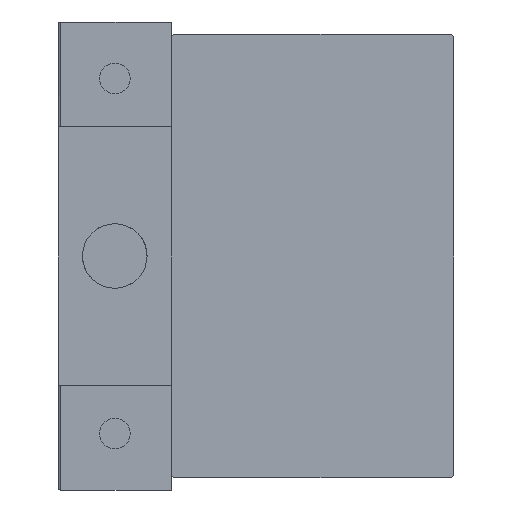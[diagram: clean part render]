
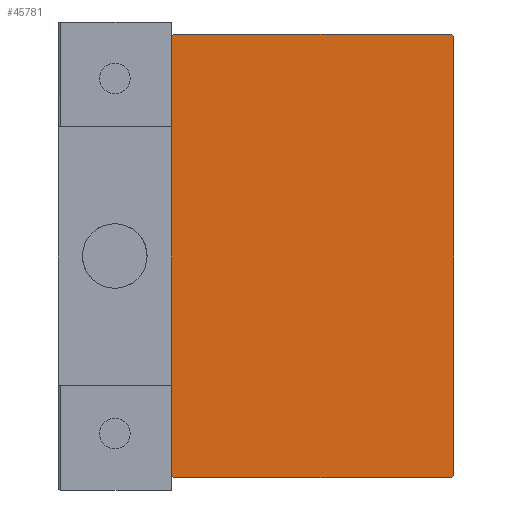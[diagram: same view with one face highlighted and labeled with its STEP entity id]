
A CAD part, left-side view. The second image highlights one B-rep face of the part: STEP entity #45781.
In plain terms, the highlighted face is planar.
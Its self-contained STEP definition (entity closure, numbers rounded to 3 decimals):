
#443 = DIRECTION ( 'NONE',  ( 0., -1., 0. ) ) ;
#1150 = LINE ( 'NONE', #35702, #13899 ) ;
#1577 = ORIENTED_EDGE ( 'NONE', *, *, #36745, .T. ) ;
#2554 = CARTESIAN_POINT ( 'NONE',  ( 56., 17.2, 27.5 ) ) ;
#2914 = ORIENTED_EDGE ( 'NONE', *, *, #34714, .T. ) ;
#3060 = VECTOR ( 'NONE', #33867, 1000. ) ;
#3341 = LINE ( 'NONE', #34107, #3060 ) ;
#4359 = DIRECTION ( 'NONE',  ( 0., 1., 0. ) ) ;
#5474 = LINE ( 'NONE', #12973, #35546 ) ;
#8289 = CARTESIAN_POINT ( 'NONE',  ( 56., -17.5, 27.2 ) ) ;
#8451 = LINE ( 'NONE', #27701, #34070 ) ;
#8549 = CARTESIAN_POINT ( 'NONE',  ( 56., 0., 0. ) ) ;
#9846 = EDGE_CURVE ( 'NONE', #21885, #19152, #3341, .T. ) ;
#10805 = ORIENTED_EDGE ( 'NONE', *, *, #13618, .T. ) ;
#12122 = LINE ( 'NONE', #16875, #14339 ) ;
#12171 = CARTESIAN_POINT ( 'NONE',  ( 56., 17.5, 27.2 ) ) ;
#12973 = CARTESIAN_POINT ( 'NONE',  ( 56., -17.5, 27.5 ) ) ;
#13618 = EDGE_CURVE ( 'NONE', #18488, #35352, #12122, .T. ) ;
#13899 = VECTOR ( 'NONE', #27672, 1000. ) ;
#14339 = VECTOR ( 'NONE', #20123, 1000. ) ;
#15379 = CARTESIAN_POINT ( 'NONE',  ( 56., -17.5, -27.5 ) ) ;
#15591 = ORIENTED_EDGE ( 'NONE', *, *, #38069, .T. ) ;
#15811 = FACE_OUTER_BOUND ( 'NONE', #46578, .T. ) ;
#15876 = CARTESIAN_POINT ( 'NONE',  ( 56., 17.2, -27.5 ) ) ;
#16875 = CARTESIAN_POINT ( 'NONE',  ( 56., -22.35, 22.35 ) ) ;
#17751 = LINE ( 'NONE', #47296, #18009 ) ;
#18009 = VECTOR ( 'NONE', #44037, 1000. ) ;
#18488 = VERTEX_POINT ( 'NONE', #42742 ) ;
#19152 = VERTEX_POINT ( 'NONE', #2554 ) ;
#20123 = DIRECTION ( 'NONE',  ( 0., -0.707, -0.707 ) ) ;
#20471 = AXIS2_PLACEMENT_3D ( 'NONE', #8549, #31813, #31322 ) ;
#21885 = VERTEX_POINT ( 'NONE', #12171 ) ;
#21910 = ORIENTED_EDGE ( 'NONE', *, *, #34677, .T. ) ;
#23026 = VERTEX_POINT ( 'NONE', #34765 ) ;
#24570 = VERTEX_POINT ( 'NONE', #15876 ) ;
#27240 = CARTESIAN_POINT ( 'NONE',  ( 56., -22.35, -22.35 ) ) ;
#27558 = VECTOR ( 'NONE', #49018, 1000. ) ;
#27672 = DIRECTION ( 'NONE',  ( 0., 0.707, 0.707 ) ) ;
#27701 = CARTESIAN_POINT ( 'NONE',  ( 56., 17.5, 27.5 ) ) ;
#28113 = CARTESIAN_POINT ( 'NONE',  ( 56., 17.5, -27.2 ) ) ;
#28179 = EDGE_CURVE ( 'NONE', #24570, #41234, #1150, .T. ) ;
#31322 = DIRECTION ( 'NONE',  ( 0., 0., -1. ) ) ;
#31813 = DIRECTION ( 'NONE',  ( 1., 0., 0. ) ) ;
#33867 = DIRECTION ( 'NONE',  ( 0., -0.707, 0.707 ) ) ;
#33904 = EDGE_CURVE ( 'NONE', #23026, #24570, #38898, .T. ) ;
#34070 = VECTOR ( 'NONE', #443, 1000. ) ;
#34107 = CARTESIAN_POINT ( 'NONE',  ( 56., 22.35, 22.35 ) ) ;
#34677 = EDGE_CURVE ( 'NONE', #45187, #23026, #42261, .T. ) ;
#34714 = EDGE_CURVE ( 'NONE', #35352, #45187, #5474, .T. ) ;
#34765 = CARTESIAN_POINT ( 'NONE',  ( 56., -17.2, -27.5 ) ) ;
#35086 = PLANE ( 'NONE',  #20471 ) ;
#35168 = ORIENTED_EDGE ( 'NONE', *, *, #9846, .T. ) ;
#35352 = VERTEX_POINT ( 'NONE', #8289 ) ;
#35546 = VECTOR ( 'NONE', #39761, 1000. ) ;
#35702 = CARTESIAN_POINT ( 'NONE',  ( 56., 22.35, -22.35 ) ) ;
#36745 = EDGE_CURVE ( 'NONE', #41234, #21885, #17751, .T. ) ;
#38069 = EDGE_CURVE ( 'NONE', #19152, #18488, #8451, .T. ) ;
#38898 = LINE ( 'NONE', #15379, #41894 ) ;
#39761 = DIRECTION ( 'NONE',  ( 0., 0., -1. ) ) ;
#39766 = ORIENTED_EDGE ( 'NONE', *, *, #33904, .T. ) ;
#41234 = VERTEX_POINT ( 'NONE', #28113 ) ;
#41894 = VECTOR ( 'NONE', #4359, 1000. ) ;
#42261 = LINE ( 'NONE', #27240, #27558 ) ;
#42701 = ORIENTED_EDGE ( 'NONE', *, *, #28179, .T. ) ;
#42742 = CARTESIAN_POINT ( 'NONE',  ( 56., -17.2, 27.5 ) ) ;
#44037 = DIRECTION ( 'NONE',  ( 0., 0., 1. ) ) ;
#45187 = VERTEX_POINT ( 'NONE', #47751 ) ;
#45781 = ADVANCED_FACE ( 'NONE', ( #15811 ), #35086, .T. ) ;
#46578 = EDGE_LOOP ( 'NONE', ( #39766, #42701, #1577, #35168, #15591, #10805, #2914, #21910 ) ) ;
#47296 = CARTESIAN_POINT ( 'NONE',  ( 56., 17.5, -27.5 ) ) ;
#47751 = CARTESIAN_POINT ( 'NONE',  ( 56., -17.5, -27.2 ) ) ;
#49018 = DIRECTION ( 'NONE',  ( 0., 0.707, -0.707 ) ) ;
